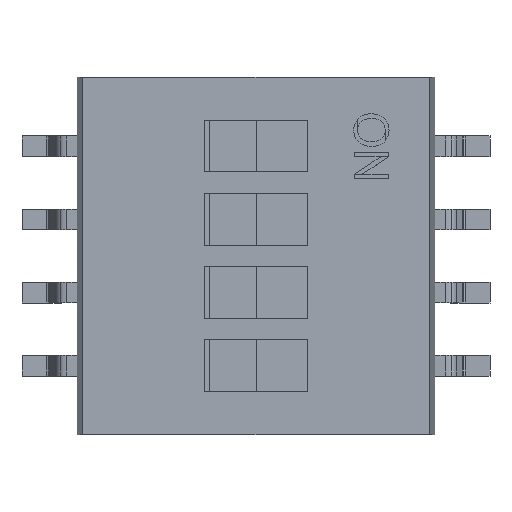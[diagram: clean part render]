
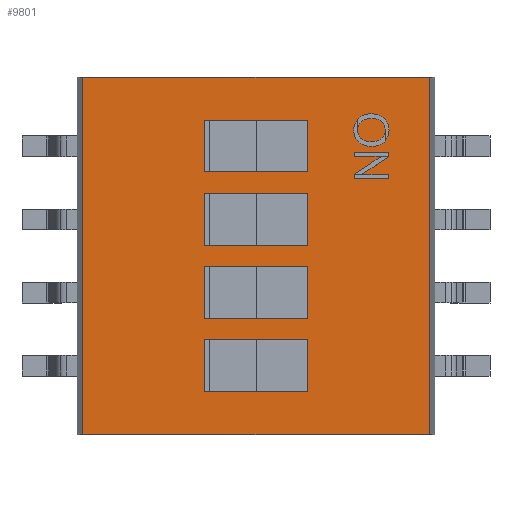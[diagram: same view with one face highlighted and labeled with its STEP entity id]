
A CAD part, top view. The second image highlights one B-rep face of the part: STEP entity #9801.
In plain terms, the highlighted planar face has unit normal (0, 0, 1).
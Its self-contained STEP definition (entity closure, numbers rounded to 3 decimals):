
#9626=CARTESIAN_POINT('',(3.008,-5.641,2.312));
#9627=DIRECTION('',(0.0,0.0,1.0));
#9628=DIRECTION('',(1.0,0.0,0.0));
#9629=AXIS2_PLACEMENT_3D('',#9626,#9627,#9628);
#9630=PLANE('',#9629);
#9631=CARTESIAN_POINT('',(3.008,3.099,2.312));
#9632=VERTEX_POINT('',#9631);
#9633=CARTESIAN_POINT('',(-3.008,3.099,2.312));
#9634=VERTEX_POINT('',#9633);
#9635=CARTESIAN_POINT('',(3.008,3.099,2.312));
#9636=DIRECTION('',(-1.0,0.0,0.0));
#9637=VECTOR('',#9636,6.017);
#9638=LINE('',#9635,#9637);
#9639=EDGE_CURVE('',#9632,#9634,#9638,.T.);
#9640=ORIENTED_EDGE('',*,*,#9639,.T.);
#9641=CARTESIAN_POINT('',(-3.008,-3.101,2.312));
#9642=VERTEX_POINT('',#9641);
#9643=CARTESIAN_POINT('',(-3.008,-3.101,2.312));
#9644=DIRECTION('',(0.0,1.0,0.0));
#9645=VECTOR('',#9644,6.2);
#9646=LINE('',#9643,#9645);
#9647=EDGE_CURVE('',#9642,#9634,#9646,.T.);
#9648=ORIENTED_EDGE('',*,*,#9647,.F.);
#9649=CARTESIAN_POINT('',(3.008,-3.101,2.312));
#9650=VERTEX_POINT('',#9649);
#9651=CARTESIAN_POINT('',(3.008,-3.101,2.312));
#9652=DIRECTION('',(-1.0,0.0,0.0));
#9653=VECTOR('',#9652,6.017);
#9654=LINE('',#9651,#9653);
#9655=EDGE_CURVE('',#9650,#9642,#9654,.T.);
#9656=ORIENTED_EDGE('',*,*,#9655,.F.);
#9657=CARTESIAN_POINT('',(3.008,-3.101,2.312));
#9658=DIRECTION('',(0.0,1.0,0.0));
#9659=VECTOR('',#9658,6.2);
#9660=LINE('',#9657,#9659);
#9661=EDGE_CURVE('',#9650,#9632,#9660,.T.);
#9662=ORIENTED_EDGE('',*,*,#9661,.T.);
#9663=EDGE_LOOP('',(#9640,#9648,#9656,#9662));
#9664=FACE_OUTER_BOUND('',#9663,.T.);
#9665=CARTESIAN_POINT('',(0.9,1.455,2.312));
#9666=VERTEX_POINT('',#9665);
#9667=CARTESIAN_POINT('',(-0.9,1.455,2.312));
#9668=VERTEX_POINT('',#9667);
#9669=CARTESIAN_POINT('',(0.9,1.455,2.312));
#9670=DIRECTION('',(-1.0,0.0,0.0));
#9671=VECTOR('',#9670,1.8);
#9672=LINE('',#9669,#9671);
#9673=EDGE_CURVE('',#9666,#9668,#9672,.T.);
#9674=ORIENTED_EDGE('',*,*,#9673,.T.);
#9675=CARTESIAN_POINT('',(-0.9,2.355,2.312));
#9676=VERTEX_POINT('',#9675);
#9677=CARTESIAN_POINT('',(-0.9,1.455,2.312));
#9678=DIRECTION('',(0.,1.,0.0));
#9679=VECTOR('',#9678,0.9);
#9680=LINE('',#9677,#9679);
#9681=EDGE_CURVE('',#9668,#9676,#9680,.T.);
#9682=ORIENTED_EDGE('',*,*,#9681,.T.);
#9683=CARTESIAN_POINT('',(0.9,2.355,2.312));
#9684=VERTEX_POINT('',#9683);
#9685=CARTESIAN_POINT('',(-0.9,2.355,2.312));
#9686=DIRECTION('',(1.0,0.0,0.0));
#9687=VECTOR('',#9686,1.8);
#9688=LINE('',#9685,#9687);
#9689=EDGE_CURVE('',#9676,#9684,#9688,.T.);
#9690=ORIENTED_EDGE('',*,*,#9689,.T.);
#9691=CARTESIAN_POINT('',(0.9,2.355,2.312));
#9692=DIRECTION('',(0.0,-1.0,0.0));
#9693=VECTOR('',#9692,0.9);
#9694=LINE('',#9691,#9693);
#9695=EDGE_CURVE('',#9684,#9666,#9694,.T.);
#9696=ORIENTED_EDGE('',*,*,#9695,.T.);
#9697=EDGE_LOOP('',(#9674,#9682,#9690,#9696));
#9698=FACE_BOUND('',#9697,.T.);
#9699=CARTESIAN_POINT('',(0.9,-1.085,2.312));
#9700=VERTEX_POINT('',#9699);
#9701=CARTESIAN_POINT('',(-0.9,-1.085,2.312));
#9702=VERTEX_POINT('',#9701);
#9703=CARTESIAN_POINT('',(0.9,-1.085,2.312));
#9704=DIRECTION('',(-1.0,0.0,0.0));
#9705=VECTOR('',#9704,1.8);
#9706=LINE('',#9703,#9705);
#9707=EDGE_CURVE('',#9700,#9702,#9706,.T.);
#9708=ORIENTED_EDGE('',*,*,#9707,.T.);
#9709=CARTESIAN_POINT('',(-0.9,-0.185,2.312));
#9710=VERTEX_POINT('',#9709);
#9711=CARTESIAN_POINT('',(-0.9,-1.085,2.312));
#9712=DIRECTION('',(0.,1.,0.0));
#9713=VECTOR('',#9712,0.9);
#9714=LINE('',#9711,#9713);
#9715=EDGE_CURVE('',#9702,#9710,#9714,.T.);
#9716=ORIENTED_EDGE('',*,*,#9715,.T.);
#9717=CARTESIAN_POINT('',(0.9,-0.185,2.312));
#9718=VERTEX_POINT('',#9717);
#9719=CARTESIAN_POINT('',(-0.9,-0.185,2.312));
#9720=DIRECTION('',(1.0,0.0,0.0));
#9721=VECTOR('',#9720,1.8);
#9722=LINE('',#9719,#9721);
#9723=EDGE_CURVE('',#9710,#9718,#9722,.T.);
#9724=ORIENTED_EDGE('',*,*,#9723,.T.);
#9725=CARTESIAN_POINT('',(0.9,-0.185,2.312));
#9726=DIRECTION('',(0.0,-1.0,0.0));
#9727=VECTOR('',#9726,0.9);
#9728=LINE('',#9725,#9727);
#9729=EDGE_CURVE('',#9718,#9700,#9728,.T.);
#9730=ORIENTED_EDGE('',*,*,#9729,.T.);
#9731=EDGE_LOOP('',(#9708,#9716,#9724,#9730));
#9732=FACE_BOUND('',#9731,.T.);
#9733=CARTESIAN_POINT('',(0.9,-2.355,2.312));
#9734=VERTEX_POINT('',#9733);
#9735=CARTESIAN_POINT('',(-0.9,-2.355,2.312));
#9736=VERTEX_POINT('',#9735);
#9737=CARTESIAN_POINT('',(0.9,-2.355,2.312));
#9738=DIRECTION('',(-1.0,0.0,0.0));
#9739=VECTOR('',#9738,1.8);
#9740=LINE('',#9737,#9739);
#9741=EDGE_CURVE('',#9734,#9736,#9740,.T.);
#9742=ORIENTED_EDGE('',*,*,#9741,.T.);
#9743=CARTESIAN_POINT('',(-0.9,-1.455,2.312));
#9744=VERTEX_POINT('',#9743);
#9745=CARTESIAN_POINT('',(-0.9,-2.355,2.312));
#9746=DIRECTION('',(0.,1.,0.0));
#9747=VECTOR('',#9746,0.9);
#9748=LINE('',#9745,#9747);
#9749=EDGE_CURVE('',#9736,#9744,#9748,.T.);
#9750=ORIENTED_EDGE('',*,*,#9749,.T.);
#9751=CARTESIAN_POINT('',(0.9,-1.455,2.312));
#9752=VERTEX_POINT('',#9751);
#9753=CARTESIAN_POINT('',(-0.9,-1.455,2.312));
#9754=DIRECTION('',(1.0,0.0,0.0));
#9755=VECTOR('',#9754,1.8);
#9756=LINE('',#9753,#9755);
#9757=EDGE_CURVE('',#9744,#9752,#9756,.T.);
#9758=ORIENTED_EDGE('',*,*,#9757,.T.);
#9759=CARTESIAN_POINT('',(0.9,-1.455,2.312));
#9760=DIRECTION('',(0.0,-1.0,0.0));
#9761=VECTOR('',#9760,0.9);
#9762=LINE('',#9759,#9761);
#9763=EDGE_CURVE('',#9752,#9734,#9762,.T.);
#9764=ORIENTED_EDGE('',*,*,#9763,.T.);
#9765=EDGE_LOOP('',(#9742,#9750,#9758,#9764));
#9766=FACE_BOUND('',#9765,.T.);
#9767=CARTESIAN_POINT('',(0.9,0.185,2.312));
#9768=VERTEX_POINT('',#9767);
#9769=CARTESIAN_POINT('',(-0.9,0.185,2.312));
#9770=VERTEX_POINT('',#9769);
#9771=CARTESIAN_POINT('',(0.9,0.185,2.312));
#9772=DIRECTION('',(-1.0,0.0,0.0));
#9773=VECTOR('',#9772,1.8);
#9774=LINE('',#9771,#9773);
#9775=EDGE_CURVE('',#9768,#9770,#9774,.T.);
#9776=ORIENTED_EDGE('',*,*,#9775,.T.);
#9777=CARTESIAN_POINT('',(-0.9,1.085,2.312));
#9778=VERTEX_POINT('',#9777);
#9779=CARTESIAN_POINT('',(-0.9,0.185,2.312));
#9780=DIRECTION('',(0.,1.,0.0));
#9781=VECTOR('',#9780,0.9);
#9782=LINE('',#9779,#9781);
#9783=EDGE_CURVE('',#9770,#9778,#9782,.T.);
#9784=ORIENTED_EDGE('',*,*,#9783,.T.);
#9785=CARTESIAN_POINT('',(0.9,1.085,2.312));
#9786=VERTEX_POINT('',#9785);
#9787=CARTESIAN_POINT('',(-0.9,1.085,2.312));
#9788=DIRECTION('',(1.0,0.0,0.0));
#9789=VECTOR('',#9788,1.8);
#9790=LINE('',#9787,#9789);
#9791=EDGE_CURVE('',#9778,#9786,#9790,.T.);
#9792=ORIENTED_EDGE('',*,*,#9791,.T.);
#9793=CARTESIAN_POINT('',(0.9,1.085,2.312));
#9794=DIRECTION('',(0.0,-1.0,0.0));
#9795=VECTOR('',#9794,0.9);
#9796=LINE('',#9793,#9795);
#9797=EDGE_CURVE('',#9786,#9768,#9796,.T.);
#9798=ORIENTED_EDGE('',*,*,#9797,.T.);
#9799=EDGE_LOOP('',(#9776,#9784,#9792,#9798));
#9800=FACE_BOUND('',#9799,.T.);
#9801=ADVANCED_FACE('',(#9664,#9698,#9732,#9766,#9800),#9630,.T.);
